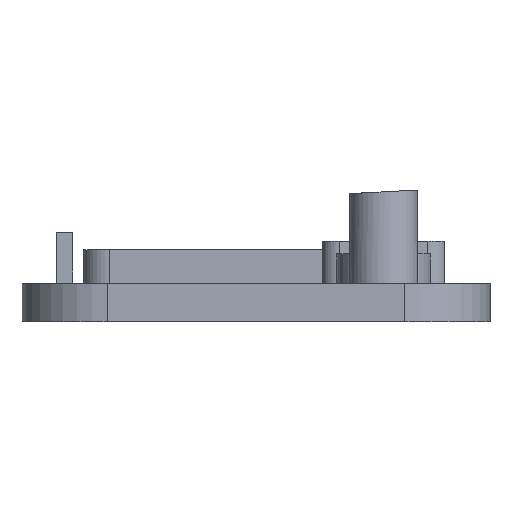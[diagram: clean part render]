
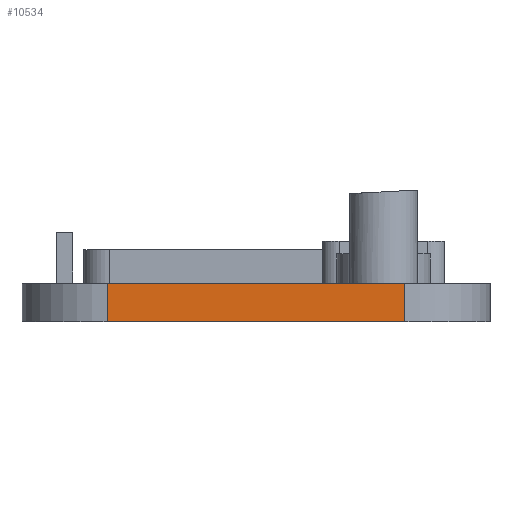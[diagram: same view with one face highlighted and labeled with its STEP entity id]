
A CAD part, left-side view. The second image highlights one B-rep face of the part: STEP entity #10534.
In plain terms, the highlighted planar face has unit normal (-1, 0, 0).
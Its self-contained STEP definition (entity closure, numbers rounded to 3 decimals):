
#286=FACE_OUTER_BOUND('',#906,.T.);
#906=EDGE_LOOP('',(#7609,#7610,#7611,#7612));
#1637=LINE('',#14507,#2997);
#2083=LINE('',#15595,#3443);
#2110=LINE('',#15699,#3470);
#2111=LINE('',#15701,#3471);
#2997=VECTOR('',#11738,10.);
#3443=VECTOR('',#12404,10.);
#3470=VECTOR('',#12507,10.);
#3471=VECTOR('',#12510,10.);
#4358=VERTEX_POINT('',#14504);
#4359=VERTEX_POINT('',#14506);
#4890=VERTEX_POINT('',#15592);
#4891=VERTEX_POINT('',#15594);
#5396=EDGE_CURVE('',#4358,#4359,#1637,.T.);
#5938=EDGE_CURVE('',#4890,#4891,#2083,.T.);
#5992=EDGE_CURVE('',#4358,#4891,#2110,.T.);
#5993=EDGE_CURVE('',#4359,#4890,#2111,.T.);
#7609=ORIENTED_EDGE('',*,*,#5993,.F.);
#7610=ORIENTED_EDGE('',*,*,#5396,.F.);
#7611=ORIENTED_EDGE('',*,*,#5992,.T.);
#7612=ORIENTED_EDGE('',*,*,#5938,.F.);
#10085=PLANE('',#11176);
#10534=ADVANCED_FACE('',(#286),#10085,.T.);
#11176=AXIS2_PLACEMENT_3D('',#15700,#12508,#12509);
#11738=DIRECTION('',(0.,1.,0.));
#12404=DIRECTION('',(0.,-1.,0.));
#12507=DIRECTION('',(0.,0.,1.));
#12508=DIRECTION('center_axis',(-1.,0.,0.));
#12509=DIRECTION('ref_axis',(0.,1.,0.));
#12510=DIRECTION('',(0.,0.,1.));
#14504=CARTESIAN_POINT('',(-78.743,10.015,-1.));
#14506=CARTESIAN_POINT('',(-78.743,45.015,-1.));
#14507=CARTESIAN_POINT('',(-78.743,10.015,-1.));
#15592=CARTESIAN_POINT('',(-78.743,45.015,3.5));
#15594=CARTESIAN_POINT('',(-78.743,10.015,3.5));
#15595=CARTESIAN_POINT('',(-78.743,10.015,3.5));
#15699=CARTESIAN_POINT('',(-78.743,10.015,0.));
#15700=CARTESIAN_POINT('Origin',(-78.743,10.015,0.));
#15701=CARTESIAN_POINT('',(-78.743,45.015,0.));
